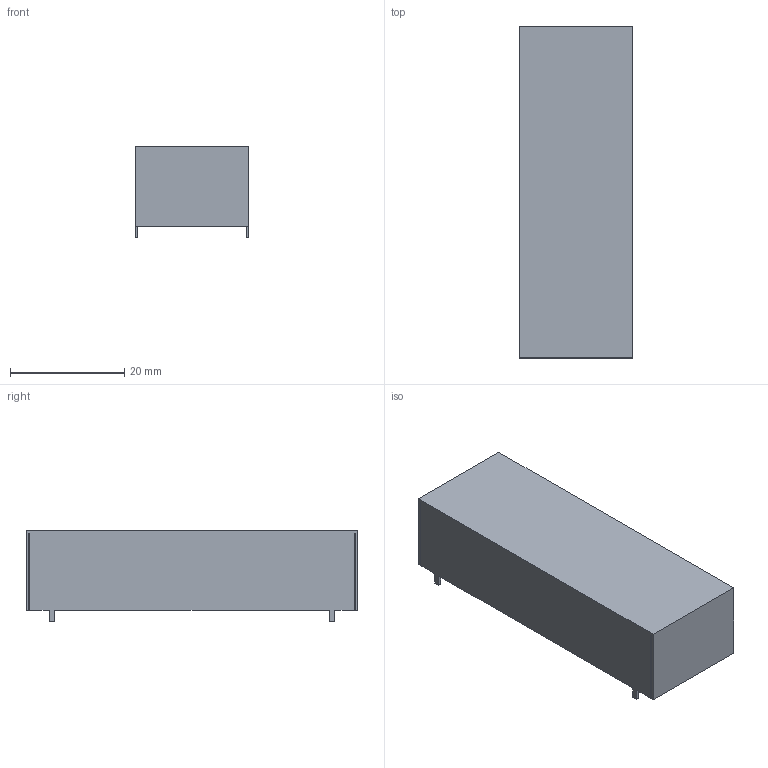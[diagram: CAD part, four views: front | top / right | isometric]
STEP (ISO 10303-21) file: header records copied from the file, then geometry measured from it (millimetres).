
FILE_DESCRIPTION(/* description */ (''),/* implementation_level */ '2;1');
FILE_NAME(/* name */ 'capot 3 capteurs P phase 2 - recenter.stp',/* time_stamp */ '2020-04-19T12:58:57-04:00',/* author */ ('huesof'),/* organization */ (''),/* preprocessor_version */ 'ST-DEVELOPER v18',/* originating_system */ 'Autodesk Inventor 2020',/* authorisation */ '');
FILE_SCHEMA (('AUTOMOTIVE_DESIGN { 1 0 10303 214 3 1 1 }'));
Length unit declared in the file: millimetre
Products named in the file (1): capot 3 capteurs P phase 2 - recenter
Bounding box: 19.9 x 58 x 16 mm (x, y, z)
Volume: 1592 mm3; surface area: 6520.8 mm2
Topology: 1 solids, 1 shells, 46 faces, 133 edges, 90 vertices
Faces by surface type: plane 43, cylinder 3
Entity records: 1537 total; most frequent: CARTESIAN_POINT 269, ORIENTED_EDGE 264, DIRECTION 232, EDGE_CURVE 132, LINE 126, VECTOR 126, VERTEX_POINT 88, AXIS2_PLACEMENT_3D 53
